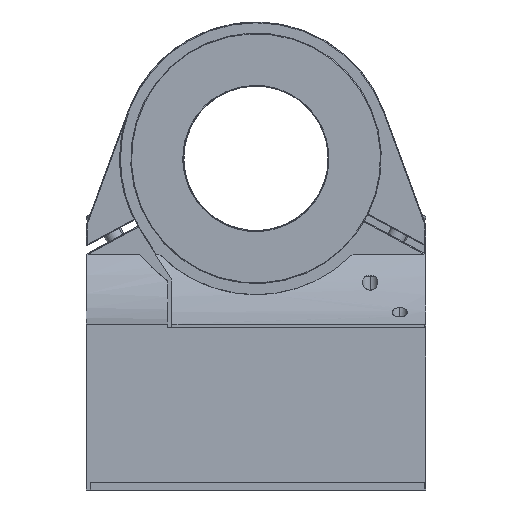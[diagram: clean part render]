
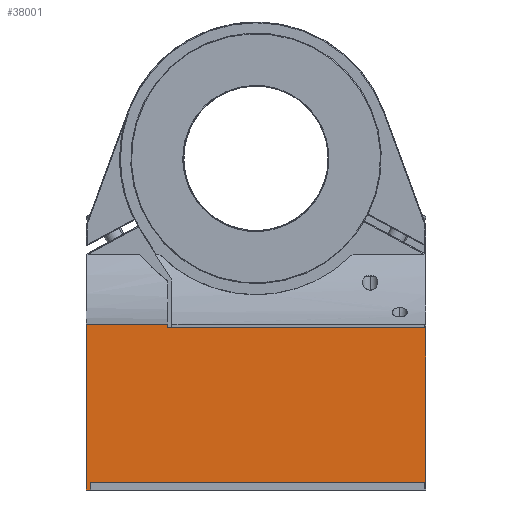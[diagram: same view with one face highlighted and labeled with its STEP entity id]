
A CAD part, front view. The second image highlights one B-rep face of the part: STEP entity #38001.
In plain terms, the highlighted planar face has unit normal (0, -1, 0).
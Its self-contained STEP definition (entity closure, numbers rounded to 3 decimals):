
#245 = LINE ( 'NONE', #47443, #27539 ) ;
#535 = EDGE_CURVE ( 'NONE', #5725, #19468, #62057, .T. ) ;
#904 = CARTESIAN_POINT ( 'NONE',  ( 23., -1.5, 1. ) ) ;
#1851 = DIRECTION ( 'NONE',  ( -1., 0., 0. ) ) ;
#2104 = DIRECTION ( 'NONE',  ( 0., 0., -1. ) ) ;
#3128 = EDGE_CURVE ( 'NONE', #25196, #5725, #19755, .T. ) ;
#5725 = VERTEX_POINT ( 'NONE', #35769 ) ;
#6714 = ORIENTED_EDGE ( 'NONE', *, *, #58086, .F. ) ;
#6911 = ORIENTED_EDGE ( 'NONE', *, *, #63721, .F. ) ;
#7703 = LINE ( 'NONE', #34906, #35447 ) ;
#7981 = CARTESIAN_POINT ( 'NONE',  ( -12., -1.5, 22. ) ) ;
#9508 = CARTESIAN_POINT ( 'NONE',  ( 23., -1.5, 22. ) ) ;
#10527 = ORIENTED_EDGE ( 'NONE', *, *, #28111, .F. ) ;
#10704 = CARTESIAN_POINT ( 'NONE',  ( -23., -1.5, 32. ) ) ;
#14419 = CARTESIAN_POINT ( 'NONE',  ( -22.5, -1.5, 1. ) ) ;
#15027 = ORIENTED_EDGE ( 'NONE', *, *, #3128, .T. ) ;
#17204 = CARTESIAN_POINT ( 'NONE',  ( 23., -1.5, 1. ) ) ;
#19161 = EDGE_CURVE ( 'NONE', #40202, #65326, #7703, .T. ) ;
#19382 = VERTEX_POINT ( 'NONE', #17204 ) ;
#19390 = CARTESIAN_POINT ( 'NONE',  ( 23., -1.5, 22.5 ) ) ;
#19468 = VERTEX_POINT ( 'NONE', #53041 ) ;
#19755 = LINE ( 'NONE', #19390, #27651 ) ;
#23287 = VERTEX_POINT ( 'NONE', #67388 ) ;
#23661 = ORIENTED_EDGE ( 'NONE', *, *, #19161, .T. ) ;
#24093 = LINE ( 'NONE', #42592, #54140 ) ;
#24535 = FACE_OUTER_BOUND ( 'NONE', #33731, .T. ) ;
#25196 = VERTEX_POINT ( 'NONE', #25988 ) ;
#25988 = CARTESIAN_POINT ( 'NONE',  ( -12., -1.5, 22.5 ) ) ;
#27539 = VECTOR ( 'NONE', #2104, 1000. ) ;
#27651 = VECTOR ( 'NONE', #46942, 1000. ) ;
#28111 = EDGE_CURVE ( 'NONE', #42422, #23287, #62075, .T. ) ;
#28383 = CARTESIAN_POINT ( 'NONE',  ( -12., -1.5, 32. ) ) ;
#32014 = ORIENTED_EDGE ( 'NONE', *, *, #44538, .F. ) ;
#33704 = DIRECTION ( 'NONE',  ( 0., 0., -1. ) ) ;
#33723 = CARTESIAN_POINT ( 'NONE',  ( -22.5, -1.5, 1. ) ) ;
#33731 = EDGE_LOOP ( 'NONE', ( #57636, #10527, #32014, #6911, #23661, #6714, #15027, #46541 ) ) ;
#34152 = DIRECTION ( 'NONE',  ( -1., 0., 0. ) ) ;
#34212 = EDGE_CURVE ( 'NONE', #19468, #23287, #24093, .T. ) ;
#34906 = CARTESIAN_POINT ( 'NONE',  ( 0., -1.5, 22. ) ) ;
#35105 = DIRECTION ( 'NONE',  ( 0., 1., 0. ) ) ;
#35402 = VECTOR ( 'NONE', #56777, 1000. ) ;
#35447 = VECTOR ( 'NONE', #59065, 1000. ) ;
#35769 = CARTESIAN_POINT ( 'NONE',  ( -23., -1.5, 22.5 ) ) ;
#36509 = VECTOR ( 'NONE', #34152, 1000. ) ;
#38001 = ADVANCED_FACE ( 'NONE', ( #24535 ), #58496, .F. ) ;
#40202 = VERTEX_POINT ( 'NONE', #9508 ) ;
#42422 = VERTEX_POINT ( 'NONE', #14419 ) ;
#42592 = CARTESIAN_POINT ( 'NONE',  ( -12., -1.5, 0. ) ) ;
#44538 = EDGE_CURVE ( 'NONE', #19382, #42422, #58666, .T. ) ;
#46286 = VECTOR ( 'NONE', #33704, 1000. ) ;
#46541 = ORIENTED_EDGE ( 'NONE', *, *, #535, .T. ) ;
#46942 = DIRECTION ( 'NONE',  ( -1., 0., 0. ) ) ;
#47443 = CARTESIAN_POINT ( 'NONE',  ( 23., -1.5, 63.5 ) ) ;
#51061 = LINE ( 'NONE', #28383, #71587 ) ;
#53041 = CARTESIAN_POINT ( 'NONE',  ( -23., -1.5, 0. ) ) ;
#54140 = VECTOR ( 'NONE', #64110, 1000. ) ;
#56777 = DIRECTION ( 'NONE',  ( 0., 0., -1. ) ) ;
#57636 = ORIENTED_EDGE ( 'NONE', *, *, #34212, .T. ) ;
#57682 = AXIS2_PLACEMENT_3D ( 'NONE', #64538, #35105, #1851 ) ;
#58086 = EDGE_CURVE ( 'NONE', #25196, #65326, #51061, .T. ) ;
#58496 = PLANE ( 'NONE',  #57682 ) ;
#58666 = LINE ( 'NONE', #904, #36509 ) ;
#59065 = DIRECTION ( 'NONE',  ( -1., 0., 0. ) ) ;
#62057 = LINE ( 'NONE', #10704, #46286 ) ;
#62075 = LINE ( 'NONE', #33723, #35402 ) ;
#63721 = EDGE_CURVE ( 'NONE', #40202, #19382, #245, .T. ) ;
#64110 = DIRECTION ( 'NONE',  ( 1., 0., 0. ) ) ;
#64538 = CARTESIAN_POINT ( 'NONE',  ( -23., -1.5, 32. ) ) ;
#65326 = VERTEX_POINT ( 'NONE', #7981 ) ;
#67388 = CARTESIAN_POINT ( 'NONE',  ( -22.5, -1.5, 0. ) ) ;
#71587 = VECTOR ( 'NONE', #74118, 1000. ) ;
#74118 = DIRECTION ( 'NONE',  ( 0., 0., -1. ) ) ;
